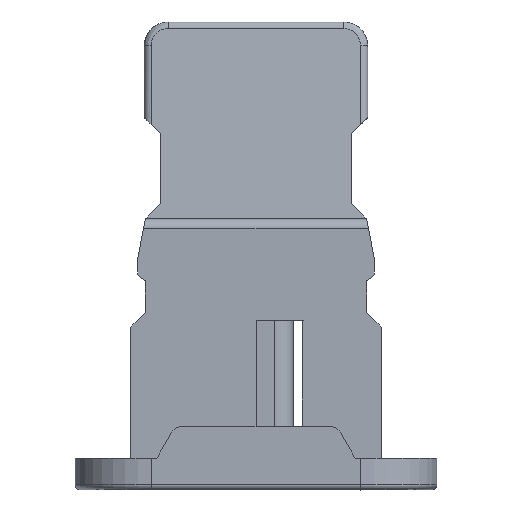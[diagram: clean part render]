
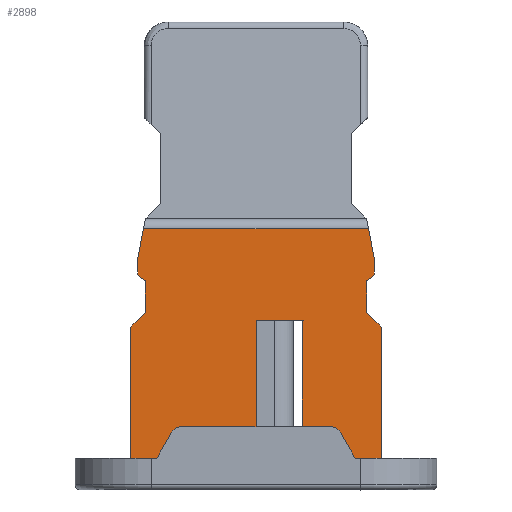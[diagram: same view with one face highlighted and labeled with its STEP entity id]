
A CAD part, top view. The second image highlights one B-rep face of the part: STEP entity #2898.
In plain terms, the highlighted planar face has unit normal (0, 0, 1).
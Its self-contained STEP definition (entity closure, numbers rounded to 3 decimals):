
#342=DIRECTION('',(1.,0.,0.));
#343=VECTOR('',#342,2.3);
#344=CARTESIAN_POINT('',(-7.475,1.3,-0.5));
#345=LINE('',#344,#343);
#384=DIRECTION('',(1.,0.,0.));
#385=VECTOR('',#384,2.3);
#386=CARTESIAN_POINT('',(5.175,1.3,-0.5));
#387=LINE('',#386,#385);
#625=DIRECTION('',(0.,1.,0.));
#626=VECTOR('',#625,0.3);
#627=CARTESIAN_POINT('',(2.7,1.,-0.5));
#628=LINE('',#627,#626);
#629=DIRECTION('',(1.,0.,0.));
#630=VECTOR('',#629,0.779);
#631=CARTESIAN_POINT('',(1.921,1.3,-0.5));
#632=LINE('',#631,#630);
#633=DIRECTION('',(0.,1.,0.));
#634=VECTOR('',#633,5.7);
#635=CARTESIAN_POINT('',(1.921,1.3,-0.5));
#636=LINE('',#635,#634);
#637=DIRECTION('',(1.,0.,0.));
#638=VECTOR('',#637,1.921);
#639=CARTESIAN_POINT('',(0.,7.,-0.5));
#640=LINE('',#639,#638);
#641=DIRECTION('',(0.,-1.,0.));
#642=VECTOR('',#641,5.7);
#643=CARTESIAN_POINT('',(0.,7.,-0.5));
#644=LINE('',#643,#642);
#645=DIRECTION('',(1.,0.,0.));
#646=VECTOR('',#645,2.7);
#647=CARTESIAN_POINT('',(-2.7,1.3,-0.5));
#648=LINE('',#647,#646);
#649=DIRECTION('',(0.,1.,0.));
#650=VECTOR('',#649,0.3);
#651=CARTESIAN_POINT('',(-2.7,1.,-0.5));
#652=LINE('',#651,#650);
#653=DIRECTION('',(1.,0.,0.));
#654=VECTOR('',#653,4.775);
#655=CARTESIAN_POINT('',(-7.475,1.,-0.5));
#656=LINE('',#655,#654);
#657=DIRECTION('',(-0.707,-0.707,0.));
#658=VECTOR('',#657,0.849);
#659=CARTESIAN_POINT('',(-4.575,7.33,-0.5));
#660=LINE('',#659,#658);
#661=DIRECTION('',(0.,-1.,0.));
#662=VECTOR('',#661,1.32);
#663=CARTESIAN_POINT('',(-4.575,8.65,-0.5));
#664=LINE('',#663,#662);
#665=DIRECTION('',(0.866,-0.5,0.));
#666=VECTOR('',#665,0.202);
#667=CARTESIAN_POINT('',(-4.75,8.751,-0.5));
#668=LINE('',#667,#666);
#669=CARTESIAN_POINT('',(-4.6,9.011,-0.5));
#670=DIRECTION('',(0.,0.,1.));
#671=DIRECTION('',(-1.,0.,0.));
#672=AXIS2_PLACEMENT_3D('',#669,#670,#671);
#674=DIRECTION('',(0.,-1.,0.));
#675=VECTOR('',#674,0.5);
#676=CARTESIAN_POINT('',(-4.9,9.511,-0.5));
#677=LINE('',#676,#675);
#678=DIRECTION('',(-0.189,-0.982,0.));
#679=VECTOR('',#678,1.313);
#680=CARTESIAN_POINT('',(-4.652,10.8,-0.5));
#681=LINE('',#680,#679);
#682=DIRECTION('',(-1.,0.,0.));
#683=VECTOR('',#682,9.304);
#684=CARTESIAN_POINT('',(4.652,10.8,-0.5));
#685=LINE('',#684,#683);
#686=DIRECTION('',(-0.189,0.982,0.));
#687=VECTOR('',#686,1.313);
#688=CARTESIAN_POINT('',(4.9,9.511,-0.5));
#689=LINE('',#688,#687);
#690=DIRECTION('',(0.,1.,0.));
#691=VECTOR('',#690,0.5);
#692=CARTESIAN_POINT('',(4.9,9.011,-0.5));
#693=LINE('',#692,#691);
#694=CARTESIAN_POINT('',(4.6,9.011,-0.5));
#695=DIRECTION('',(0.,0.,1.));
#696=DIRECTION('',(0.5,-0.866,0.));
#697=AXIS2_PLACEMENT_3D('',#694,#695,#696);
#699=DIRECTION('',(0.866,0.5,0.));
#700=VECTOR('',#699,0.202);
#701=CARTESIAN_POINT('',(4.575,8.65,-0.5));
#702=LINE('',#701,#700);
#703=DIRECTION('',(0.,-1.,0.));
#704=VECTOR('',#703,1.32);
#705=CARTESIAN_POINT('',(4.575,8.65,-0.5));
#706=LINE('',#705,#704);
#707=DIRECTION('',(-0.707,0.707,0.));
#708=VECTOR('',#707,0.849);
#709=CARTESIAN_POINT('',(5.175,6.73,-0.5));
#710=LINE('',#709,#708);
#711=DIRECTION('',(1.,0.,0.));
#712=VECTOR('',#711,4.775);
#713=CARTESIAN_POINT('',(2.7,1.,-0.5));
#714=LINE('',#713,#712);
#829=DIRECTION('',(0.,-1.,0.));
#830=VECTOR('',#829,0.3);
#831=CARTESIAN_POINT('',(7.475,1.3,-0.5));
#832=LINE('',#831,#830);
#934=DIRECTION('',(0.,-1.,0.));
#935=VECTOR('',#934,0.3);
#936=CARTESIAN_POINT('',(-7.475,1.3,-0.5));
#937=LINE('',#936,#935);
#963=DIRECTION('',(0.,-1.,0.));
#964=VECTOR('',#963,5.43);
#965=CARTESIAN_POINT('',(-5.175,6.73,-0.5));
#966=LINE('',#965,#964);
#1095=DIRECTION('',(0.,-1.,0.));
#1096=VECTOR('',#1095,5.43);
#1097=CARTESIAN_POINT('',(5.175,6.73,-0.5));
#1098=LINE('',#1097,#1096);
#1775=CARTESIAN_POINT('',(-7.475,1.,-0.5));
#1777=VERTEX_POINT('',#1775);
#1778=CARTESIAN_POINT('',(-7.475,1.3,-0.5));
#1779=VERTEX_POINT('',#1778);
#1781=CARTESIAN_POINT('',(7.475,1.,-0.5));
#1783=VERTEX_POINT('',#1781);
#1784=CARTESIAN_POINT('',(7.475,1.3,-0.5));
#1785=VERTEX_POINT('',#1784);
#1788=CARTESIAN_POINT('',(-5.175,1.3,-0.5));
#1789=VERTEX_POINT('',#1788);
#1790=CARTESIAN_POINT('',(5.175,1.3,-0.5));
#1791=VERTEX_POINT('',#1790);
#1792=CARTESIAN_POINT('',(5.175,6.73,-0.5));
#1793=CARTESIAN_POINT('',(4.575,7.33,-0.5));
#1794=VERTEX_POINT('',#1792);
#1795=VERTEX_POINT('',#1793);
#1796=CARTESIAN_POINT('',(-4.575,7.33,-0.5));
#1797=CARTESIAN_POINT('',(-5.175,6.73,-0.5));
#1798=VERTEX_POINT('',#1796);
#1799=VERTEX_POINT('',#1797);
#1824=CARTESIAN_POINT('',(-4.9,9.011,-0.5));
#1825=CARTESIAN_POINT('',(-4.75,8.751,-0.5));
#1826=VERTEX_POINT('',#1824);
#1827=VERTEX_POINT('',#1825);
#1840=CARTESIAN_POINT('',(-4.575,8.65,-0.5));
#1841=VERTEX_POINT('',#1840);
#1842=CARTESIAN_POINT('',(4.575,8.65,-0.5));
#1843=VERTEX_POINT('',#1842);
#1870=CARTESIAN_POINT('',(4.652,10.8,-0.5));
#1871=CARTESIAN_POINT('',(-4.652,10.8,-0.5));
#1872=VERTEX_POINT('',#1870);
#1873=VERTEX_POINT('',#1871);
#2002=CARTESIAN_POINT('',(-4.9,9.511,-0.5));
#2003=VERTEX_POINT('',#2002);
#2004=CARTESIAN_POINT('',(4.75,8.751,-0.5));
#2005=CARTESIAN_POINT('',(4.9,9.011,-0.5));
#2006=VERTEX_POINT('',#2004);
#2007=VERTEX_POINT('',#2005);
#2008=CARTESIAN_POINT('',(4.9,9.511,-0.5));
#2009=VERTEX_POINT('',#2008);
#2018=CARTESIAN_POINT('',(0.,7.,-0.5));
#2019=CARTESIAN_POINT('',(1.921,7.,-0.5));
#2020=VERTEX_POINT('',#2018);
#2021=VERTEX_POINT('',#2019);
#2238=CARTESIAN_POINT('',(2.7,1.,-0.5));
#2239=VERTEX_POINT('',#2238);
#2240=CARTESIAN_POINT('',(-2.7,1.,-0.5));
#2241=VERTEX_POINT('',#2240);
#2242=CARTESIAN_POINT('',(2.7,1.3,-0.5));
#2243=VERTEX_POINT('',#2242);
#2244=CARTESIAN_POINT('',(-2.7,1.3,-0.5));
#2245=VERTEX_POINT('',#2244);
#2246=CARTESIAN_POINT('',(0.,1.3,-0.5));
#2247=VERTEX_POINT('',#2246);
#2248=CARTESIAN_POINT('',(1.921,1.3,-0.5));
#2249=VERTEX_POINT('',#2248);
#2842=CARTESIAN_POINT('',(-7.5,1.,-0.5));
#2843=DIRECTION('',(0.,0.,-1.));
#2844=DIRECTION('',(0.,1.,0.));
#2845=AXIS2_PLACEMENT_3D('',#2842,#2843,#2844);
#2846=PLANE('',#2845);
#2848=ORIENTED_EDGE('',*,*,#2847,.T.);
#2849=ORIENTED_EDGE('',*,*,#2641,.F.);
#2850=ORIENTED_EDGE('',*,*,#2831,.T.);
#2851=ORIENTED_EDGE('',*,*,#2728,.F.);
#2852=ORIENTED_EDGE('',*,*,#2792,.T.);
#2853=ORIENTED_EDGE('',*,*,#2631,.F.);
#2855=ORIENTED_EDGE('',*,*,#2854,.F.);
#2857=ORIENTED_EDGE('',*,*,#2856,.F.);
#2859=ORIENTED_EDGE('',*,*,#2858,.F.);
#2860=ORIENTED_EDGE('',*,*,#2585,.T.);
#2862=ORIENTED_EDGE('',*,*,#2861,.F.);
#2864=ORIENTED_EDGE('',*,*,#2863,.F.);
#2866=ORIENTED_EDGE('',*,*,#2865,.F.);
#2868=ORIENTED_EDGE('',*,*,#2867,.F.);
#2870=ORIENTED_EDGE('',*,*,#2869,.F.);
#2872=ORIENTED_EDGE('',*,*,#2871,.F.);
#2874=ORIENTED_EDGE('',*,*,#2873,.F.);
#2876=ORIENTED_EDGE('',*,*,#2875,.F.);
#2878=ORIENTED_EDGE('',*,*,#2877,.F.);
#2880=ORIENTED_EDGE('',*,*,#2879,.F.);
#2882=ORIENTED_EDGE('',*,*,#2881,.F.);
#2884=ORIENTED_EDGE('',*,*,#2883,.F.);
#2886=ORIENTED_EDGE('',*,*,#2885,.T.);
#2888=ORIENTED_EDGE('',*,*,#2887,.F.);
#2890=ORIENTED_EDGE('',*,*,#2889,.T.);
#2891=ORIENTED_EDGE('',*,*,#2605,.T.);
#2893=ORIENTED_EDGE('',*,*,#2892,.T.);
#2895=ORIENTED_EDGE('',*,*,#2894,.F.);
#2896=EDGE_LOOP('',(#2848,#2849,#2850,#2851,#2852,#2853,#2855,#2857,#2859,#2860,
#2862,#2864,#2866,#2868,#2870,#2872,#2874,#2876,#2878,#2880,#2882,#2884,#2886,
#2888,#2890,#2891,#2893,#2895));
#2897=FACE_OUTER_BOUND('',#2896,.F.);
#2898=ADVANCED_FACE('',(#2897),#2846,.F.);
#673=CIRCLE('',#672,0.3);
#698=CIRCLE('',#697,0.3);
#2585=EDGE_CURVE('',#1779,#1789,#345,.T.);
#2605=EDGE_CURVE('',#1791,#1785,#387,.T.);
#2631=EDGE_CURVE('',#2245,#2247,#648,.T.);
#2641=EDGE_CURVE('',#2249,#2243,#632,.T.);
#2728=EDGE_CURVE('',#2020,#2021,#640,.T.);
#2792=EDGE_CURVE('',#2020,#2247,#644,.T.);
#2831=EDGE_CURVE('',#2249,#2021,#636,.T.);
#2847=EDGE_CURVE('',#2239,#2243,#628,.T.);
#2854=EDGE_CURVE('',#2241,#2245,#652,.T.);
#2856=EDGE_CURVE('',#1777,#2241,#656,.T.);
#2858=EDGE_CURVE('',#1779,#1777,#937,.T.);
#2861=EDGE_CURVE('',#1799,#1789,#966,.T.);
#2863=EDGE_CURVE('',#1798,#1799,#660,.T.);
#2865=EDGE_CURVE('',#1841,#1798,#664,.T.);
#2867=EDGE_CURVE('',#1827,#1841,#668,.T.);
#2869=EDGE_CURVE('',#1826,#1827,#673,.T.);
#2871=EDGE_CURVE('',#2003,#1826,#677,.T.);
#2873=EDGE_CURVE('',#1873,#2003,#681,.T.);
#2875=EDGE_CURVE('',#1872,#1873,#685,.T.);
#2877=EDGE_CURVE('',#2009,#1872,#689,.T.);
#2879=EDGE_CURVE('',#2007,#2009,#693,.T.);
#2881=EDGE_CURVE('',#2006,#2007,#698,.T.);
#2883=EDGE_CURVE('',#1843,#2006,#702,.T.);
#2885=EDGE_CURVE('',#1843,#1795,#706,.T.);
#2887=EDGE_CURVE('',#1794,#1795,#710,.T.);
#2889=EDGE_CURVE('',#1794,#1791,#1098,.T.);
#2892=EDGE_CURVE('',#1785,#1783,#832,.T.);
#2894=EDGE_CURVE('',#2239,#1783,#714,.T.);
